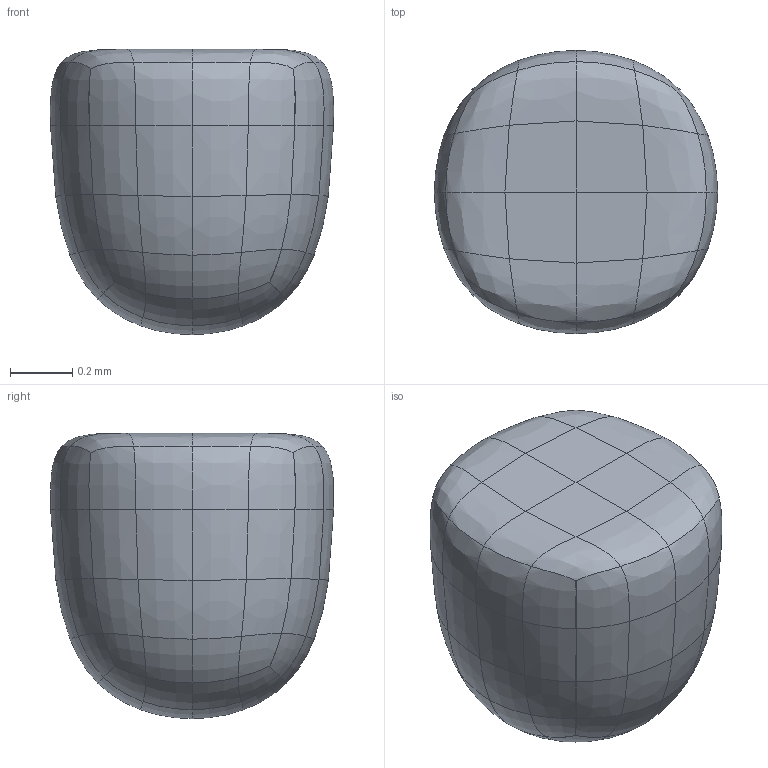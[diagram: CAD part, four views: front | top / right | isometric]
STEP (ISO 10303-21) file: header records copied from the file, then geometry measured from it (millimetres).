
FILE_DESCRIPTION(('Shape Data from Truck'), '2;1');
FILE_NAME('creased_cube.step', '2025-11-22 16:11:05.304435289', (('')), (('')), 'truck', '', '');
FILE_SCHEMA(('ISO-10303-042'));
Length unit declared in the file: millimetre
Bounding box: 0.91 x 0.91 x 0.92 mm (x, y, z)
Surface area: 3.1 mm2 (no closed solid volume)
Topology: 0 solids, 96 shells, 96 faces, 384 edges, 384 vertices
Faces by surface type: bspline 96
Entity records: 2125 total; most frequent: CARTESIAN_POINT 1536, FACE_SURFACE 96, FACE_BOUND 96, VERTEX_LOOP 96, VERTEX_POINT 96, POINT_ON_SURFACE 96, B_SPLINE_SURFACE_WITH_KNOTS 96, APPLICATION_PROTOCOL_DEFINITION 1
